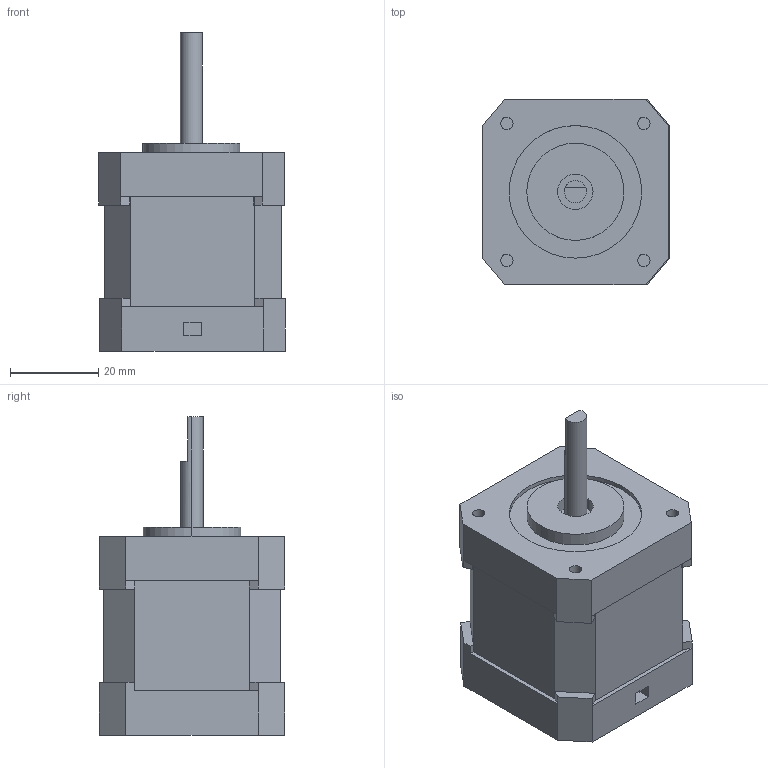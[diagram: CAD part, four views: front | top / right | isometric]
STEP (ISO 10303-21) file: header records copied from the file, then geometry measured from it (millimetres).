
FILE_DESCRIPTION (( 'STEP AP214' ), '1' );
FILE_NAME ('Nema 17.step', '2019-11-11T12:52:57', ( '' ), ( '' ), 'SwSTEP 2.0', 'SolidWorks 2019', '' );
FILE_SCHEMA (( 'AUTOMOTIVE_DESIGN' ));
Length unit declared in the file: metre
Products named in the file (5): Tapa motor_Predeterminado; flecha_Predeterminado; rotor_Predeterminado; Nema 17; Base motor_Predeterminado
Assembly tree (4 placements, depth 2):
  Nema 17
    flecha_Predeterminado
    rotor_Predeterminado
    Tapa motor_Predeterminado
    Base motor_Predeterminado
Bounding box: 42.28 x 42 x 72 mm (x, y, z)
Volume: 72773.9 mm3; surface area: 19444.5 mm2
Topology: 4 solids, 4 shells, 125 faces, 282 edges, 178 vertices
Faces by surface type: plane 99, cylinder 26
Entity records: 3793 total; most frequent: DIRECTION 600, CARTESIAN_POINT 592, ORIENTED_EDGE 564, EDGE_CURVE 282, VECTOR 228, LINE 228, AXIS2_PLACEMENT_3D 186, VERTEX_POINT 178
